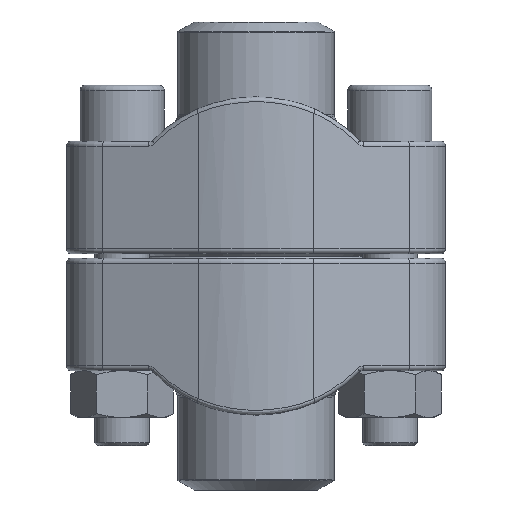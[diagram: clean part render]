
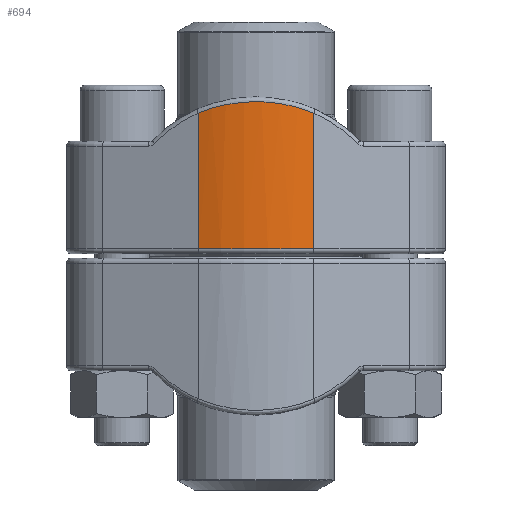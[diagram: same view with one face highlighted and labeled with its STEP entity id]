
A CAD part, front view. The second image highlights one B-rep face of the part: STEP entity #694.
In plain terms, the highlighted cylindrical face has radius 35 mm (diameter 70 mm), a partial arc.
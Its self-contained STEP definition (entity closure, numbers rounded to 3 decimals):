
#567=B_SPLINE_CURVE_WITH_KNOTS('',3,(#5055,#5056,#5057,#5058,#5059,#5060,
#5061,#5062),.UNSPECIFIED.,.F.,.F.,(4,2,2,4),(0.,0.5,0.75,1.),
 .UNSPECIFIED.);
#694=ADVANCED_FACE('',(#972),#913,.T.);
#913=CYLINDRICAL_SURFACE('',#3400,35.);
#972=FACE_OUTER_BOUND('',#1117,.T.);
#1117=EDGE_LOOP('',(#1677,#1678,#1679,#1680));
#1434=LINE('',#4892,#1528);
#1439=LINE('',#4916,#1533);
#1528=VECTOR('',#3858,1.);
#1533=VECTOR('',#3867,1.);
#1677=ORIENTED_EDGE('',*,*,#2730,.T.);
#1678=ORIENTED_EDGE('',*,*,#2770,.T.);
#1679=ORIENTED_EDGE('',*,*,#2723,.F.);
#1680=ORIENTED_EDGE('',*,*,#2771,.T.);
#2447=VERTEX_POINT('',#4893);
#2448=VERTEX_POINT('',#4894);
#2453=VERTEX_POINT('',#4915);
#2454=VERTEX_POINT('',#4917);
#2723=EDGE_CURVE('',#2447,#2448,#1434,.T.);
#2730=EDGE_CURVE('',#2454,#2453,#1439,.T.);
#2770=EDGE_CURVE('',#2453,#2448,#3145,.T.);
#2771=EDGE_CURVE('',#2447,#2454,#567,.T.);
#3145=CIRCLE('',#3399,35.);
#3399=AXIS2_PLACEMENT_3D('',#5054,#3933,#3934);
#3400=AXIS2_PLACEMENT_3D('',#5063,#3935,#3936);
#3858=DIRECTION('',(0.,0.,-1.));
#3867=DIRECTION('',(0.,0.,-1.));
#3933=DIRECTION('',(0.,0.,1.));
#3934=DIRECTION('',(-1.,0.,0.));
#3935=DIRECTION('',(0.,0.,-1.));
#3936=DIRECTION('',(-1.,0.,0.));
#4892=CARTESIAN_POINT('',(-12.354,32.747,57.));
#4893=CARTESIAN_POINT('',(-12.354,32.747,30.034));
#4894=CARTESIAN_POINT('',(-12.354,32.747,1.));
#4915=CARTESIAN_POINT('',(12.354,32.747,1.));
#4916=CARTESIAN_POINT('',(12.354,32.747,57.));
#4917=CARTESIAN_POINT('',(12.354,32.747,30.034));
#5054=CARTESIAN_POINT('',(0.,0.,1.));
#5055=CARTESIAN_POINT('',(-12.354,32.747,30.034));
#5056=CARTESIAN_POINT('',(-8.575,34.173,31.648));
#5057=CARTESIAN_POINT('',(-4.28,35.001,32.486));
#5058=CARTESIAN_POINT('',(2.155,34.999,32.484));
#5059=CARTESIAN_POINT('',(4.323,34.796,32.273));
#5060=CARTESIAN_POINT('',(8.482,34.022,31.447));
#5061=CARTESIAN_POINT('',(10.465,33.46,30.841));
#5062=CARTESIAN_POINT('',(12.354,32.747,30.034));
#5063=CARTESIAN_POINT('',(0.,0.,57.));
